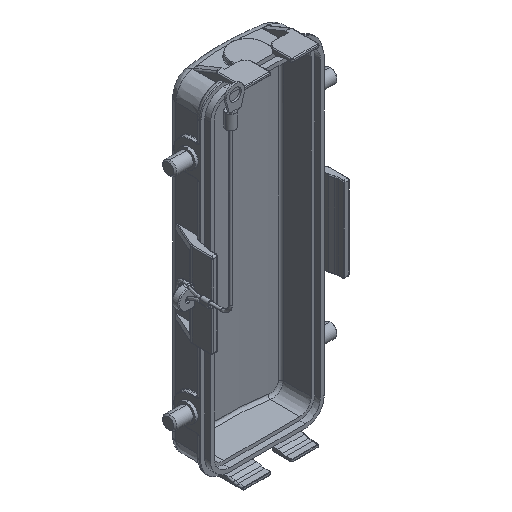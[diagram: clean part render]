
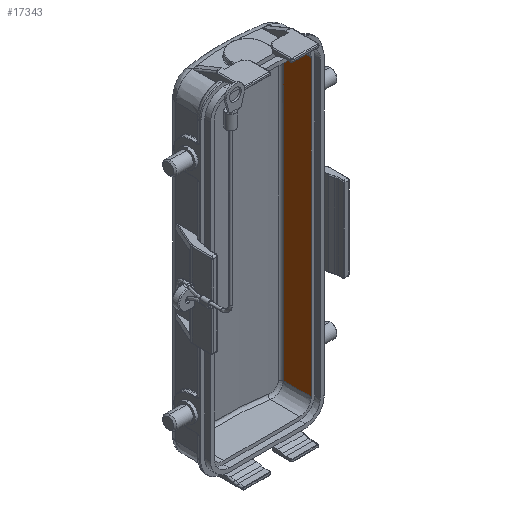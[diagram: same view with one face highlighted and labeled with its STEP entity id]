
A CAD part, isometric view. The second image highlights one B-rep face of the part: STEP entity #17343.
In plain terms, the highlighted planar face has unit normal (-1, -0.009, 0).
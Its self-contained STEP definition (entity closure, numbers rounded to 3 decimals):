
#161 = ORIENTED_EDGE ( 'NONE', *, *, #4534, .T. ) ;
#342 = DIRECTION ( 'NONE',  ( 0., 0., -1. ) ) ;
#424 = CARTESIAN_POINT ( 'NONE',  ( 17.55, -8., 51.95 ) ) ;
#3177 = DIRECTION ( 'NONE',  ( 0.009, -1., 0. ) ) ;
#3512 = EDGE_CURVE ( 'NONE', #20075, #6521, #6109, .T. ) ;
#4534 = EDGE_CURVE ( 'NONE', #9502, #6521, #4659, .T. ) ;
#4659 = B_SPLINE_CURVE_WITH_KNOTS ( 'NONE', 3,
 ( #8330, #15021, #13425, #10044 ),
 .UNSPECIFIED., .F., .F.,
 ( 4, 4 ),
 ( 0., 1. ),
 .UNSPECIFIED. ) ;
#6109 = LINE ( 'NONE', #14682, #11052 ) ;
#6127 = ORIENTED_EDGE ( 'NONE', *, *, #13921, .F. ) ;
#6306 = FACE_OUTER_BOUND ( 'NONE', #20179, .T. ) ;
#6521 = VERTEX_POINT ( 'NONE', #13593 ) ;
#7147 = DIRECTION ( 'NONE',  ( 1., 0.009, 0. ) ) ;
#7865 = EDGE_CURVE ( 'NONE', #9502, #14958, #9108, .T. ) ;
#8330 = CARTESIAN_POINT ( 'NONE',  ( 17.464, 1.814, -51.95 ) ) ;
#8354 = AXIS2_PLACEMENT_3D ( 'NONE', #18186, #7147, #14916 ) ;
#8605 = VECTOR ( 'NONE', #11409, 1000. ) ;
#9108 = LINE ( 'NONE', #14431, #8605 ) ;
#9336 = CARTESIAN_POINT ( 'NONE',  ( 17.464, 1.814, -51.95 ) ) ;
#9502 = VERTEX_POINT ( 'NONE', #9336 ) ;
#10044 = CARTESIAN_POINT ( 'NONE',  ( 17.55, -8., -51.95 ) ) ;
#11052 = VECTOR ( 'NONE', #342, 1000. ) ;
#11409 = DIRECTION ( 'NONE',  ( 0., 0., 1. ) ) ;
#11509 = CARTESIAN_POINT ( 'NONE',  ( 17.464, 1.814, 51.95 ) ) ;
#11685 = VECTOR ( 'NONE', #3177, 1000. ) ;
#11906 = PLANE ( 'NONE',  #8354 ) ;
#12170 = ORIENTED_EDGE ( 'NONE', *, *, #7865, .F. ) ;
#13425 = CARTESIAN_POINT ( 'NONE',  ( 17.521, -4.729, -51.95 ) ) ;
#13593 = CARTESIAN_POINT ( 'NONE',  ( 17.55, -8., -51.95 ) ) ;
#13921 = EDGE_CURVE ( 'NONE', #14958, #20075, #18860, .T. ) ;
#14431 = CARTESIAN_POINT ( 'NONE',  ( 17.464, 1.814, -61.153 ) ) ;
#14682 = CARTESIAN_POINT ( 'NONE',  ( 17.55, -8., 0. ) ) ;
#14916 = DIRECTION ( 'NONE',  ( -0.009, 1., 0. ) ) ;
#14958 = VERTEX_POINT ( 'NONE', #11509 ) ;
#15021 = CARTESIAN_POINT ( 'NONE',  ( 17.493, -1.458, -51.95 ) ) ;
#17343 = ADVANCED_FACE ( 'NONE', ( #6306 ), #11906, .F. ) ;
#18186 = CARTESIAN_POINT ( 'NONE',  ( 17.55, -8., -61.153 ) ) ;
#18339 = ORIENTED_EDGE ( 'NONE', *, *, #3512, .F. ) ;
#18860 = LINE ( 'NONE', #20564, #11685 ) ;
#20075 = VERTEX_POINT ( 'NONE', #424 ) ;
#20179 = EDGE_LOOP ( 'NONE', ( #161, #18339, #6127, #12170 ) ) ;
#20564 = CARTESIAN_POINT ( 'NONE',  ( 17.55, -8., 51.95 ) ) ;
